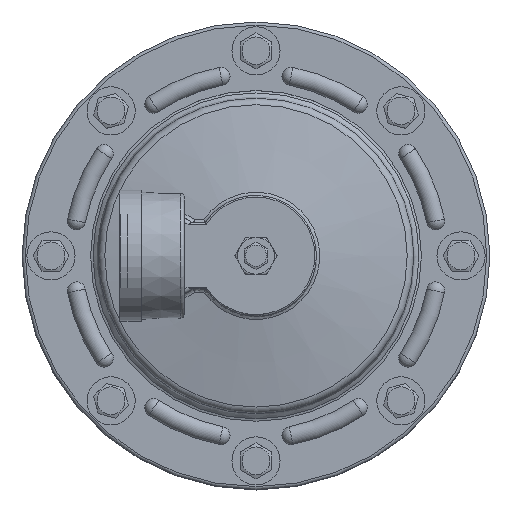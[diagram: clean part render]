
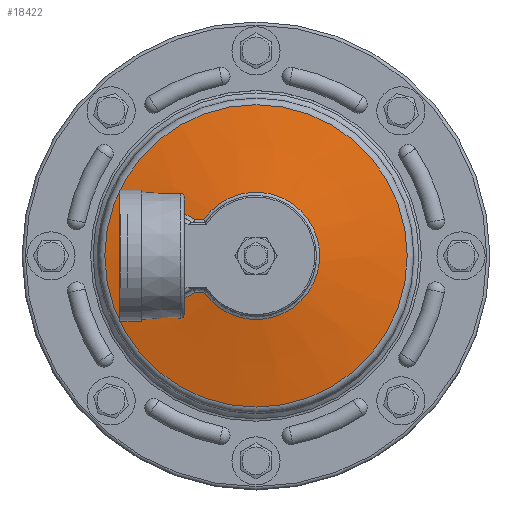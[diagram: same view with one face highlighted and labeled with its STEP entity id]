
A CAD part, top view. The second image highlights one B-rep face of the part: STEP entity #18422.
In plain terms, the highlighted conical face has half-angle 79.24 degrees and reference radius 55.3 mm.
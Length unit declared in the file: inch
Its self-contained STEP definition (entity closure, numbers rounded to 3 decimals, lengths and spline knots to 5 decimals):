
#16076=CARTESIAN_POINT('',(6.63347,-22.79065,0.59214));
#16077=VERTEX_POINT('',#16076);
#16097=CARTESIAN_POINT('',(6.63347,-21.65403,0.59214));
#16098=VERTEX_POINT('',#16097);
#16099=CARTESIAN_POINT('',(7.44573,-22.22234,0.59214));
#16100=DIRECTION('',(0.0,0.0,-1.0));
#16101=DIRECTION('',(-1.0,0.0,0.0));
#16102=AXIS2_PLACEMENT_3D('',#16099,#16100,#16101);
#16103=CIRCLE('',#16102,0.99133);
#16104=EDGE_CURVE('',#16098,#16077,#16103,.T.);
#16260=CARTESIAN_POINT('',(6.49241,-22.79134,0.56954));
#16261=VERTEX_POINT('',#16260);
#16290=CARTESIAN_POINT('',(6.63347,-22.79065,0.59214));
#16291=CARTESIAN_POINT('',(6.58647,-22.79091,0.58479));
#16292=CARTESIAN_POINT('',(6.53947,-22.79114,0.57724));
#16293=CARTESIAN_POINT('',(6.49248,-22.79135,0.56955));
#16294=B_SPLINE_CURVE_WITH_KNOTS('',3,(#16290,#16291,#16292,#16293),.UNSPECIFIED.,.F.,.U.,(4,4),(3.27286,3.41611),.UNSPECIFIED.);
#16295=EDGE_CURVE('',#16077,#16261,#16294,.T.);
#16381=CARTESIAN_POINT('',(5.39494,-22.22234,0.3908));
#16382=VERTEX_POINT('',#16381);
#16404=CARTESIAN_POINT('',(6.49241,-22.79134,0.56954));
#16405=CARTESIAN_POINT('',(6.47607,-22.8027,0.56577));
#16406=CARTESIAN_POINT('',(6.45925,-22.81336,0.56199));
#16407=CARTESIAN_POINT('',(6.44199,-22.82328,0.55821));
#16408=CARTESIAN_POINT('',(6.36809,-22.86577,0.54201));
#16409=CARTESIAN_POINT('',(6.28719,-22.89452,0.52605));
#16410=CARTESIAN_POINT('',(6.20296,-22.90808,0.51079));
#16411=CARTESIAN_POINT('',(6.15032,-22.91656,0.50125));
#16412=CARTESIAN_POINT('',(6.0971,-22.91901,0.49211));
#16413=CARTESIAN_POINT('',(6.04405,-22.91541,0.48337));
#16414=CARTESIAN_POINT('',(5.9736,-22.91063,0.47177));
#16415=CARTESIAN_POINT('',(5.90316,-22.89489,0.46086));
#16416=CARTESIAN_POINT('',(5.83747,-22.86926,0.4511));
#16417=CARTESIAN_POINT('',(5.73236,-22.82826,0.43547));
#16418=CARTESIAN_POINT('',(5.63656,-22.76079,0.42233));
#16419=CARTESIAN_POINT('',(5.56223,-22.67416,0.41244));
#16420=CARTESIAN_POINT('',(5.46668,-22.5628,0.39972));
#16421=CARTESIAN_POINT('',(5.40769,-22.41986,0.3924));
#16422=CARTESIAN_POINT('',(5.39681,-22.27385,0.39103));
#16423=CARTESIAN_POINT('',(5.39554,-22.25674,0.39087));
#16424=CARTESIAN_POINT('',(5.39492,-22.23955,0.3908));
#16425=CARTESIAN_POINT('',(5.39494,-22.22234,0.3908));
#16426=B_SPLINE_CURVE_WITH_KNOTS('',3,(#16404,#16405,#16406,#16407,#16408,#16409,#16410,#16411,#16412,#16413,#16414,#16415,#16416,#16417,#16418,#16419,#16420,#16421,#16422,#16423,#16424,#16425),.UNSPECIFIED.,.F.,.U.,(4,3,3,3,3,3,3,4),(0.24115,0.30139,0.55937,0.7206,0.9347,1.27725,1.71757,1.76916),.UNSPECIFIED.);
#16427=EDGE_CURVE('',#16261,#16382,#16426,.T.);
#16690=CARTESIAN_POINT('',(6.49241,-21.65334,0.56954));
#16691=VERTEX_POINT('',#16690);
#16692=CARTESIAN_POINT('',(6.63347,-21.65403,0.59214));
#16693=CARTESIAN_POINT('',(6.58647,-21.65377,0.58479));
#16694=CARTESIAN_POINT('',(6.53947,-21.65354,0.57724));
#16695=CARTESIAN_POINT('',(6.49248,-21.65333,0.56955));
#16696=B_SPLINE_CURVE_WITH_KNOTS('',3,(#16692,#16693,#16694,#16695),.UNSPECIFIED.,.F.,.U.,(4,4),(3.27286,3.41611),.UNSPECIFIED.);
#16697=EDGE_CURVE('',#16098,#16691,#16696,.T.);
#16817=CARTESIAN_POINT('',(6.49241,-21.65334,0.56954));
#16818=CARTESIAN_POINT('',(6.47607,-21.64198,0.56577));
#16819=CARTESIAN_POINT('',(6.45925,-21.63132,0.56199));
#16820=CARTESIAN_POINT('',(6.44199,-21.6214,0.55821));
#16821=CARTESIAN_POINT('',(6.36809,-21.57892,0.54201));
#16822=CARTESIAN_POINT('',(6.28719,-21.55016,0.52605));
#16823=CARTESIAN_POINT('',(6.20296,-21.5366,0.51079));
#16824=CARTESIAN_POINT('',(6.15032,-21.52812,0.50125));
#16825=CARTESIAN_POINT('',(6.0971,-21.52568,0.49211));
#16826=CARTESIAN_POINT('',(6.04405,-21.52927,0.48337));
#16827=CARTESIAN_POINT('',(5.9736,-21.53405,0.47177));
#16828=CARTESIAN_POINT('',(5.90316,-21.54979,0.46086));
#16829=CARTESIAN_POINT('',(5.83747,-21.57542,0.4511));
#16830=CARTESIAN_POINT('',(5.73236,-21.61642,0.43547));
#16831=CARTESIAN_POINT('',(5.63656,-21.68389,0.42233));
#16832=CARTESIAN_POINT('',(5.56223,-21.77052,0.41244));
#16833=CARTESIAN_POINT('',(5.46668,-21.88188,0.39972));
#16834=CARTESIAN_POINT('',(5.40769,-22.02482,0.3924));
#16835=CARTESIAN_POINT('',(5.39681,-22.17083,0.39103));
#16836=CARTESIAN_POINT('',(5.39554,-22.18794,0.39087));
#16837=CARTESIAN_POINT('',(5.39492,-22.20513,0.3908));
#16838=CARTESIAN_POINT('',(5.39494,-22.22234,0.3908));
#16839=B_SPLINE_CURVE_WITH_KNOTS('',3,(#16817,#16818,#16819,#16820,#16821,#16822,#16823,#16824,#16825,#16826,#16827,#16828,#16829,#16830,#16831,#16832,#16833,#16834,#16835,#16836,#16837,#16838),.UNSPECIFIED.,.F.,.U.,(4,3,3,3,3,3,3,4),(0.24115,0.30139,0.55937,0.7206,0.9347,1.27725,1.71757,1.76916),.UNSPECIFIED.);
#16840=EDGE_CURVE('',#16691,#16382,#16839,.T.);
#18399=CARTESIAN_POINT('',(7.44573,-22.22234,0.36678));
#18400=DIRECTION('',(0.0,0.0,-1.0));
#18401=DIRECTION('',(-1.0,0.0,0.0));
#18402=AXIS2_PLACEMENT_3D('',#18399,#18400,#18401);
#18403=CONICAL_SURFACE('',#18402,2.17717,79.24);
#18404=ORIENTED_EDGE('',*,*,#16104,.T.);
#18405=ORIENTED_EDGE('',*,*,#16295,.T.);
#18406=ORIENTED_EDGE('',*,*,#16427,.T.);
#18407=ORIENTED_EDGE('',*,*,#16840,.F.);
#18408=ORIENTED_EDGE('',*,*,#16697,.F.);
#18409=EDGE_LOOP('',(#18404,#18405,#18406,#18407,#18408));
#18410=FACE_OUTER_BOUND('',#18409,.T.);
#18411=CARTESIAN_POINT('',(9.80006,-22.22234,0.33311));
#18412=VERTEX_POINT('',#18411);
#18413=CARTESIAN_POINT('',(7.44573,-22.22234,0.33311));
#18414=DIRECTION('',(0.0,0.0,-1.0));
#18415=DIRECTION('',(-1.0,0.0,0.0));
#18416=AXIS2_PLACEMENT_3D('',#18413,#18414,#18415);
#18417=CIRCLE('',#18416,2.35434);
#18418=EDGE_CURVE('',#18412,#18412,#18417,.T.);
#18419=ORIENTED_EDGE('',*,*,#18418,.F.);
#18420=EDGE_LOOP('',(#18419));
#18421=FACE_BOUND('',#18420,.T.);
#18422=ADVANCED_FACE('',(#18410,#18421),#18403,.T.);
